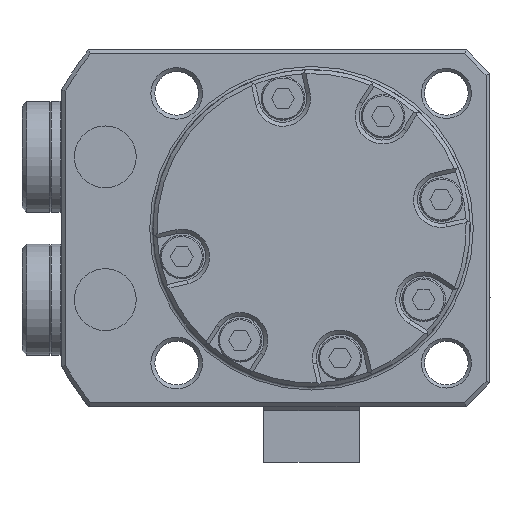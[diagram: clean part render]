
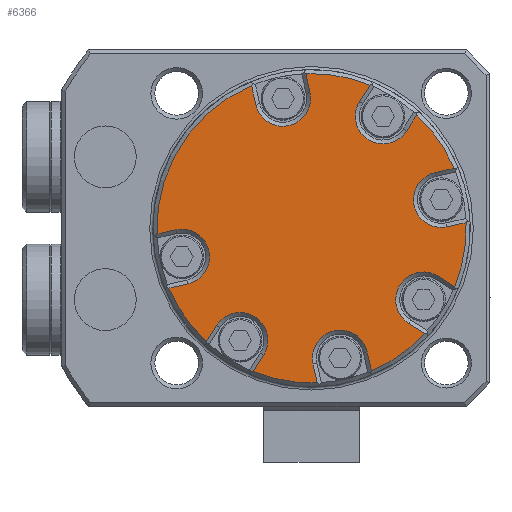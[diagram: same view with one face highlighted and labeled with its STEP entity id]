
A CAD part, front view. The second image highlights one B-rep face of the part: STEP entity #6366.
In plain terms, the highlighted face is planar.
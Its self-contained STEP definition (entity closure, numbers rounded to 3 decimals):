
#316=PLANE('',#7246);
#589=LINE('',#12063,#990);
#594=LINE('',#12080,#995);
#607=LINE('',#12127,#1008);
#612=LINE('',#12141,#1013);
#628=LINE('',#12198,#1029);
#632=LINE('',#12210,#1033);
#668=LINE('',#12370,#1069);
#669=LINE('',#12382,#1070);
#672=LINE('',#12390,#1073);
#673=LINE('',#12402,#1074);
#676=LINE('',#12410,#1077);
#677=LINE('',#12419,#1078);
#681=LINE('',#12429,#1082);
#685=LINE('',#12450,#1086);
#990=VECTOR('',#8432,1000.);
#995=VECTOR('',#8443,1000.);
#1008=VECTOR('',#8486,1000.);
#1013=VECTOR('',#8499,1000.);
#1029=VECTOR('',#8559,1000.);
#1033=VECTOR('',#8571,1000.);
#1069=VECTOR('',#8741,1000.);
#1070=VECTOR('',#8752,1000.);
#1073=VECTOR('',#8761,1000.);
#1074=VECTOR('',#8772,1000.);
#1077=VECTOR('',#8781,1000.);
#1078=VECTOR('',#8794,1000.);
#1082=VECTOR('',#8804,1000.);
#1086=VECTOR('',#8832,1000.);
#1515=CIRCLE('',#7095,3.5);
#1525=CIRCLE('',#7114,3.5);
#1527=CIRCLE('',#7118,19.5);
#1540=CIRCLE('',#7140,3.5);
#1541=CIRCLE('',#7143,19.5);
#1576=CIRCLE('',#7207,3.5);
#1577=CIRCLE('',#7210,19.5);
#1580=CIRCLE('',#7215,3.5);
#1582=CIRCLE('',#7219,19.5);
#1584=CIRCLE('',#7223,3.5);
#1586=CIRCLE('',#7227,19.5);
#1589=CIRCLE('',#7232,3.5);
#1591=CIRCLE('',#7236,19.5);
#1597=CIRCLE('',#7247,19.5);
#3030=ORIENTED_EDGE('',*,*,#3900,.T.);
#3031=ORIENTED_EDGE('',*,*,#3898,.T.);
#3032=ORIENTED_EDGE('',*,*,#3893,.T.);
#3033=ORIENTED_EDGE('',*,*,#3931,.T.);
#3034=ORIENTED_EDGE('',*,*,#3929,.T.);
#3035=ORIENTED_EDGE('',*,*,#3927,.T.);
#3036=ORIENTED_EDGE('',*,*,#3922,.T.);
#3037=ORIENTED_EDGE('',*,*,#3966,.T.);
#3038=ORIENTED_EDGE('',*,*,#3964,.T.);
#3039=ORIENTED_EDGE('',*,*,#3962,.T.);
#3040=ORIENTED_EDGE('',*,*,#3958,.T.);
#3041=ORIENTED_EDGE('',*,*,#4067,.T.);
#3042=ORIENTED_EDGE('',*,*,#4065,.T.);
#3043=ORIENTED_EDGE('',*,*,#4063,.T.);
#3044=ORIENTED_EDGE('',*,*,#4060,.T.);
#3045=ORIENTED_EDGE('',*,*,#4057,.T.);
#3046=ORIENTED_EDGE('',*,*,#4055,.T.);
#3047=ORIENTED_EDGE('',*,*,#4054,.T.);
#3048=ORIENTED_EDGE('',*,*,#4051,.T.);
#3049=ORIENTED_EDGE('',*,*,#4048,.T.);
#3050=ORIENTED_EDGE('',*,*,#4046,.T.);
#3051=ORIENTED_EDGE('',*,*,#4045,.T.);
#3052=ORIENTED_EDGE('',*,*,#4042,.T.);
#3053=ORIENTED_EDGE('',*,*,#4039,.T.);
#3054=ORIENTED_EDGE('',*,*,#4037,.T.);
#3055=ORIENTED_EDGE('',*,*,#4036,.T.);
#3056=ORIENTED_EDGE('',*,*,#4076,.T.);
#3057=ORIENTED_EDGE('',*,*,#4078,.T.);
#3893=EDGE_CURVE('',#4590,#4591,#589,.T.);
#3898=EDGE_CURVE('',#4593,#4590,#1515,.T.);
#3900=EDGE_CURVE('',#4595,#4593,#594,.T.);
#3922=EDGE_CURVE('',#4610,#4611,#607,.T.);
#3927=EDGE_CURVE('',#4613,#4610,#1525,.T.);
#3929=EDGE_CURVE('',#4615,#4613,#612,.T.);
#3931=EDGE_CURVE('',#4591,#4615,#1527,.T.);
#3958=EDGE_CURVE('',#4634,#4635,#628,.T.);
#3962=EDGE_CURVE('',#4636,#4634,#1540,.T.);
#3964=EDGE_CURVE('',#4638,#4636,#632,.T.);
#3966=EDGE_CURVE('',#4611,#4638,#1541,.T.);
#4036=EDGE_CURVE('',#4689,#4690,#1576,.T.);
#4037=EDGE_CURVE('',#4691,#4689,#668,.T.);
#4039=EDGE_CURVE('',#4692,#4691,#1577,.T.);
#4042=EDGE_CURVE('',#4693,#4692,#669,.T.);
#4045=EDGE_CURVE('',#4694,#4693,#1580,.T.);
#4046=EDGE_CURVE('',#4695,#4694,#672,.T.);
#4048=EDGE_CURVE('',#4696,#4695,#1582,.T.);
#4051=EDGE_CURVE('',#4697,#4696,#673,.T.);
#4054=EDGE_CURVE('',#4698,#4697,#1584,.T.);
#4055=EDGE_CURVE('',#4699,#4698,#676,.T.);
#4057=EDGE_CURVE('',#4700,#4699,#1586,.T.);
#4060=EDGE_CURVE('',#4701,#4700,#677,.T.);
#4063=EDGE_CURVE('',#4702,#4701,#1589,.T.);
#4065=EDGE_CURVE('',#4704,#4702,#681,.T.);
#4067=EDGE_CURVE('',#4635,#4704,#1591,.T.);
#4076=EDGE_CURVE('',#4690,#4709,#685,.T.);
#4078=EDGE_CURVE('',#4709,#4595,#1597,.T.);
#4590=VERTEX_POINT('',#12064);
#4591=VERTEX_POINT('',#12065);
#4593=VERTEX_POINT('',#12075);
#4595=VERTEX_POINT('',#12081);
#4610=VERTEX_POINT('',#12128);
#4611=VERTEX_POINT('',#12129);
#4613=VERTEX_POINT('',#12136);
#4615=VERTEX_POINT('',#12142);
#4634=VERTEX_POINT('',#12199);
#4635=VERTEX_POINT('',#12200);
#4636=VERTEX_POINT('',#12205);
#4638=VERTEX_POINT('',#12211);
#4689=VERTEX_POINT('',#12365);
#4690=VERTEX_POINT('',#12367);
#4691=VERTEX_POINT('',#12371);
#4692=VERTEX_POINT('',#12378);
#4693=VERTEX_POINT('',#12383);
#4694=VERTEX_POINT('',#12387);
#4695=VERTEX_POINT('',#12391);
#4696=VERTEX_POINT('',#12395);
#4697=VERTEX_POINT('',#12403);
#4698=VERTEX_POINT('',#12407);
#4699=VERTEX_POINT('',#12411);
#4700=VERTEX_POINT('',#12415);
#4701=VERTEX_POINT('',#12420);
#4702=VERTEX_POINT('',#12424);
#4704=VERTEX_POINT('',#12430);
#4709=VERTEX_POINT('',#12451);
#5389=EDGE_LOOP('',(#3030,#3031,#3032,#3033,#3034,#3035,#3036,#3037,#3038,
#3039,#3040,#3041,#3042,#3043,#3044,#3045,#3046,#3047,#3048,#3049,#3050,
#3051,#3052,#3053,#3054,#3055,#3056,#3057));
#5938=FACE_BOUND('',#5389,.T.);
#6366=ADVANCED_FACE('',(#5938),#316,.F.);
#7095=AXIS2_PLACEMENT_3D('',#12076,#8438,#8439);
#7114=AXIS2_PLACEMENT_3D('',#12137,#8494,#8495);
#7118=AXIS2_PLACEMENT_3D('',#12145,#8504,#8505);
#7140=AXIS2_PLACEMENT_3D('',#12206,#8566,#8567);
#7143=AXIS2_PLACEMENT_3D('',#12217,#8574,#8575);
#7207=AXIS2_PLACEMENT_3D('',#12368,#8737,#8738);
#7210=AXIS2_PLACEMENT_3D('',#12377,#8744,#8745);
#7215=AXIS2_PLACEMENT_3D('',#12388,#8757,#8758);
#7219=AXIS2_PLACEMENT_3D('',#12394,#8766,#8767);
#7223=AXIS2_PLACEMENT_3D('',#12408,#8777,#8778);
#7227=AXIS2_PLACEMENT_3D('',#12414,#8786,#8787);
#7232=AXIS2_PLACEMENT_3D('',#12425,#8799,#8800);
#7236=AXIS2_PLACEMENT_3D('',#12433,#8809,#8810);
#7246=AXIS2_PLACEMENT_3D('',#12456,#8833,#8834);
#7247=AXIS2_PLACEMENT_3D('',#12457,#8835,#8836);
#8432=DIRECTION('',(0.,-0.707,-0.707));
#8438=DIRECTION('',(-1.,0.,0.));
#8439=DIRECTION('',(0.,-0.707,0.707));
#8443=DIRECTION('',(0.,0.707,0.707));
#8486=DIRECTION('',(0.,0.,-1.));
#8494=DIRECTION('',(-1.,0.,0.));
#8495=DIRECTION('',(0.,-1.,0.));
#8499=DIRECTION('',(0.,0.,1.));
#8504=DIRECTION('',(1.,0.,0.));
#8505=DIRECTION('',(0.,-0.569,-0.823));
#8559=DIRECTION('',(0.,0.707,-0.707));
#8566=DIRECTION('',(-1.,0.,0.));
#8567=DIRECTION('',(0.,-0.707,-0.707));
#8571=DIRECTION('',(0.,-0.707,0.707));
#8574=DIRECTION('',(1.,0.,0.));
#8575=DIRECTION('',(0.,0.179,-0.984));
#8737=DIRECTION('',(-1.,0.,0.));
#8738=DIRECTION('',(0.,0.707,0.707));
#8741=DIRECTION('',(0.,0.707,-0.707));
#8744=DIRECTION('',(1.,0.,0.));
#8745=DIRECTION('',(0.,-0.179,0.984));
#8752=DIRECTION('',(0.,0.,1.));
#8757=DIRECTION('',(-1.,0.,0.));
#8758=DIRECTION('',(0.,1.,0.));
#8761=DIRECTION('',(0.,0.,-1.));
#8766=DIRECTION('',(1.,0.,0.));
#8767=DIRECTION('',(0.,0.569,0.823));
#8772=DIRECTION('',(0.,0.707,0.707));
#8777=DIRECTION('',(-1.,0.,0.));
#8778=DIRECTION('',(0.,0.707,-0.707));
#8781=DIRECTION('',(0.,-0.707,-0.707));
#8786=DIRECTION('',(1.,0.,0.));
#8787=DIRECTION('',(0.,0.984,0.179));
#8794=DIRECTION('',(0.,1.,0.));
#8799=DIRECTION('',(-1.,0.,0.));
#8800=DIRECTION('',(0.,0.,-1.));
#8804=DIRECTION('',(0.,-1.,0.));
#8809=DIRECTION('',(1.,0.,0.));
#8810=DIRECTION('',(0.,0.823,-0.569));
#8832=DIRECTION('',(0.,-0.707,0.707));
#8833=DIRECTION('',(-1.,0.,0.));
#8834=DIRECTION('',(0.,0.,1.));
#8835=DIRECTION('',(1.,0.,0.));
#8836=DIRECTION('',(0.,-0.823,0.569));
#12063=CARTESIAN_POINT('',(8.5,-9.369,-14.319));
#12064=CARTESIAN_POINT('',(8.5,-9.369,-14.319));
#12065=CARTESIAN_POINT('',(8.5,-11.09,-16.04));
#12075=CARTESIAN_POINT('',(8.5,-14.319,-9.369));
#12076=CARTESIAN_POINT('',(8.5,-11.844,-11.844));
#12080=CARTESIAN_POINT('',(8.5,-16.039,-11.09));
#12081=CARTESIAN_POINT('',(8.5,-16.04,-11.09));
#12127=CARTESIAN_POINT('',(8.5,3.5,-16.75));
#12128=CARTESIAN_POINT('',(8.5,3.5,-16.75));
#12129=CARTESIAN_POINT('',(8.5,3.5,-19.183));
#12136=CARTESIAN_POINT('',(8.5,-3.5,-16.75));
#12137=CARTESIAN_POINT('',(8.5,0.,-16.75));
#12141=CARTESIAN_POINT('',(8.5,-3.5,-19.183));
#12142=CARTESIAN_POINT('',(8.5,-3.5,-19.183));
#12145=CARTESIAN_POINT('',(8.5,0.,0.));
#12198=CARTESIAN_POINT('',(8.5,14.319,-9.369));
#12199=CARTESIAN_POINT('',(8.5,14.319,-9.369));
#12200=CARTESIAN_POINT('',(8.5,16.04,-11.09));
#12205=CARTESIAN_POINT('',(8.5,9.369,-14.319));
#12206=CARTESIAN_POINT('',(8.5,11.844,-11.844));
#12210=CARTESIAN_POINT('',(8.5,11.09,-16.039));
#12211=CARTESIAN_POINT('',(8.5,11.09,-16.04));
#12217=CARTESIAN_POINT('',(8.5,0.,0.));
#12365=CARTESIAN_POINT('',(8.5,-9.369,14.319));
#12367=CARTESIAN_POINT('',(8.5,-14.319,9.369));
#12368=CARTESIAN_POINT('',(8.5,-11.844,11.844));
#12370=CARTESIAN_POINT('',(8.5,-11.09,16.039));
#12371=CARTESIAN_POINT('',(8.5,-11.09,16.04));
#12377=CARTESIAN_POINT('',(8.5,0.,0.));
#12378=CARTESIAN_POINT('',(8.5,-3.5,19.183));
#12382=CARTESIAN_POINT('',(8.5,-3.5,16.75));
#12383=CARTESIAN_POINT('',(8.5,-3.5,16.75));
#12387=CARTESIAN_POINT('',(8.5,3.5,16.75));
#12388=CARTESIAN_POINT('',(8.5,0.,16.75));
#12390=CARTESIAN_POINT('',(8.5,3.5,19.183));
#12391=CARTESIAN_POINT('',(8.5,3.5,19.183));
#12394=CARTESIAN_POINT('',(8.5,0.,0.));
#12395=CARTESIAN_POINT('',(8.5,11.09,16.04));
#12402=CARTESIAN_POINT('',(8.5,9.369,14.319));
#12403=CARTESIAN_POINT('',(8.5,9.369,14.319));
#12407=CARTESIAN_POINT('',(8.5,14.319,9.369));
#12408=CARTESIAN_POINT('',(8.5,11.844,11.844));
#12410=CARTESIAN_POINT('',(8.5,16.04,11.09));
#12411=CARTESIAN_POINT('',(8.5,16.04,11.09));
#12414=CARTESIAN_POINT('',(8.5,0.,0.));
#12415=CARTESIAN_POINT('',(8.5,19.183,3.5));
#12419=CARTESIAN_POINT('',(8.5,16.75,3.5));
#12420=CARTESIAN_POINT('',(8.5,16.75,3.5));
#12424=CARTESIAN_POINT('',(8.5,16.75,-3.5));
#12425=CARTESIAN_POINT('',(8.5,16.75,0.));
#12429=CARTESIAN_POINT('',(8.5,19.183,-3.5));
#12430=CARTESIAN_POINT('',(8.5,19.183,-3.5));
#12433=CARTESIAN_POINT('',(8.5,0.,0.));
#12450=CARTESIAN_POINT('',(8.5,-14.319,9.369));
#12451=CARTESIAN_POINT('',(8.5,-16.04,11.09));
#12456=CARTESIAN_POINT('',(8.5,19.9,0.));
#12457=CARTESIAN_POINT('',(8.5,0.,0.));
